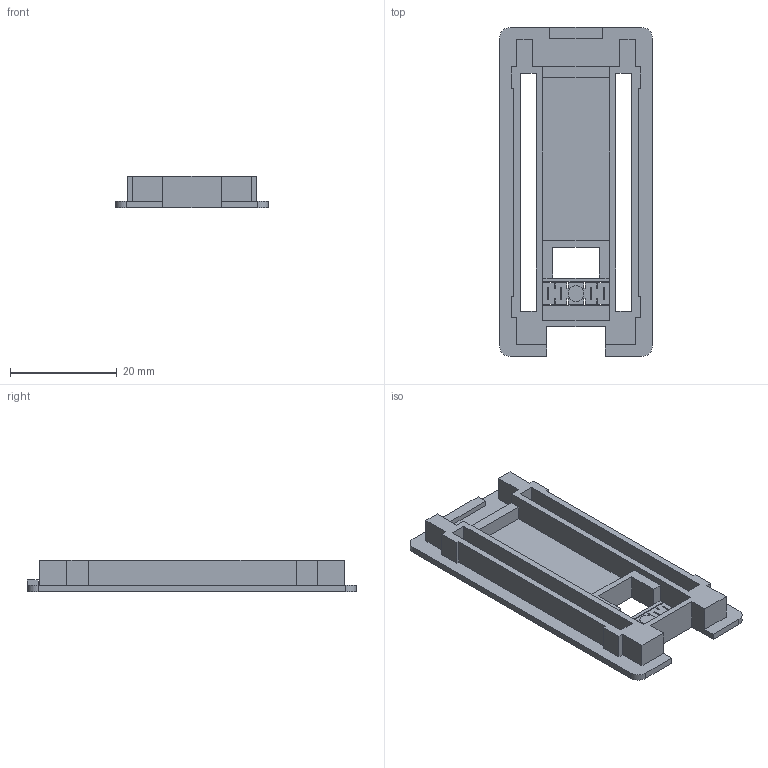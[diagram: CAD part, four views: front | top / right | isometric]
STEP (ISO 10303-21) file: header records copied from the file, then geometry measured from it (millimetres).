
FILE_DESCRIPTION (( 'STEP AP214' ), '1' );
FILE_NAME ('stm32f103_top.STEP', '2024-07-27T14:18:49', ( '' ), ( '' ), 'SwSTEP 2.0', 'SolidWorks 2023', '' );
FILE_SCHEMA (( 'AUTOMOTIVE_DESIGN' ));
Length unit declared in the file: millimetre
Products named in the file (1): stm32f103_top
Bounding box: 28.7 x 61.7 x 5.9 mm (x, y, z)
Volume: 3512.1 mm3; surface area: 5711.4 mm2
Topology: 1 solids, 1 shells, 124 faces, 370 edges, 246 vertices
Faces by surface type: plane 118, cylinder 6
Entity records: 4149 total; most frequent: CARTESIAN_POINT 741, ORIENTED_EDGE 740, DIRECTION 632, EDGE_CURVE 370, LINE 358, VECTOR 358, VERTEX_POINT 246, EDGE_LOOP 140
